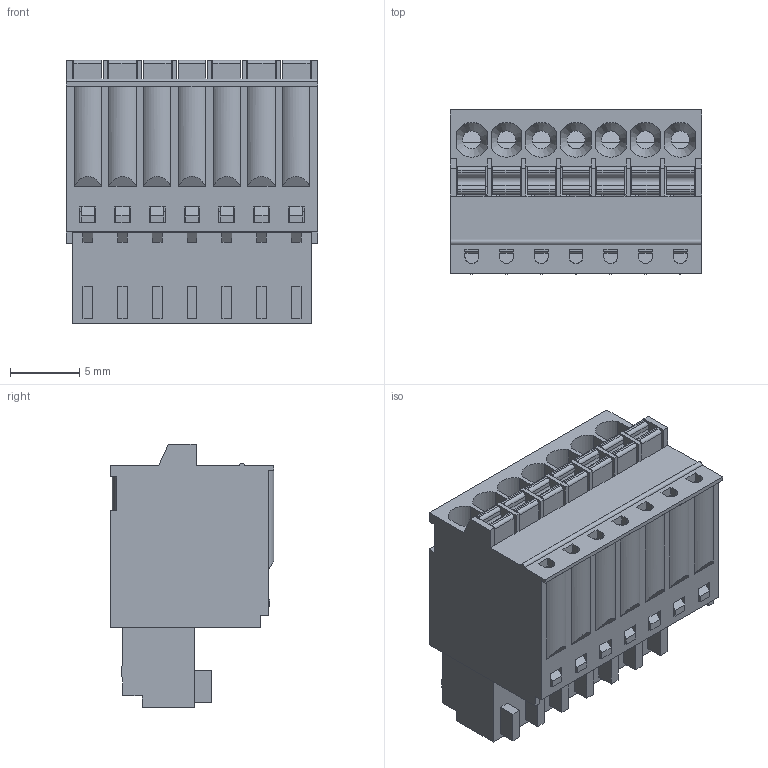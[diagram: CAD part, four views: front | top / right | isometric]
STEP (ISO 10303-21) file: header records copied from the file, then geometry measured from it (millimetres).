
FILE_DESCRIPTION( ( 'Unknown' ), '1' );
FILE_NAME( '691381000007.stp', 'Unknown', ( 'Unknown' ), ( 'Unknown' ), 'PSStep 19.0.9', 'Unknown', ' ' );
FILE_SCHEMA( ( 'AUTOMOTIVE_DESIGN { 1 0 10303 214 1 1 1 1 }' ) );
Length unit declared in the file: millimetre
Products named in the file (6): Assem1; 691381000007; 691381000007_BAS; 6913810000xx_Levier; 6913810000xx; 6913810000xx_LAME
Assembly tree (23 placements, depth 2):
  Assem1
    691381000007
    691381000007_BAS
    6913810000xx_Levier  x7
    6913810000xx  x7
    6913810000xx_LAME  x7
Bounding box: 18.1 x 11.8 x 18.95 mm (x, y, z)
Volume: 1770.1 mm3; surface area: 6524.2 mm2
Topology: 23 solids, 23 shells, 1747 faces, 4869 edges, 3161 vertices
Faces by surface type: plane 1394, cylinder 339, cone 14
Full cylindrical faces by diameter (mm): 1.3 x7
Entity records: 37720 total; most frequent: CARTESIAN_POINT 5540, ORIENTED_EDGE 5310, DIRECTION 4746, EDGE_CURVE 2655, LINE 2434, VECTOR 2434, VERTEX_POINT 1754, AXIS2_PLACEMENT_3D 1156
